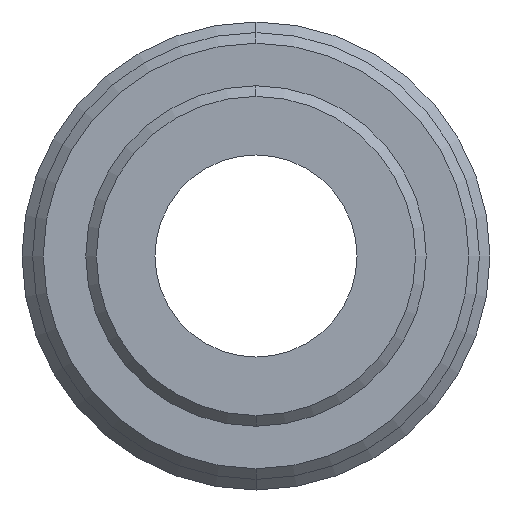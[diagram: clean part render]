
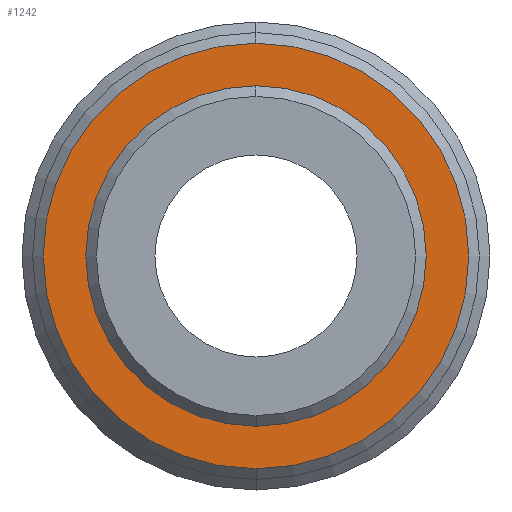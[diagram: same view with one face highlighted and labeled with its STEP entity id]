
A CAD part, left-side view. The second image highlights one B-rep face of the part: STEP entity #1242.
In plain terms, the highlighted planar face has unit normal (-1, 0, 0).
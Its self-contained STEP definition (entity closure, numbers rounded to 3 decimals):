
#5 = CARTESIAN_POINT ( 'NONE',  ( -41.05, -13.517, 0. ) ) ;
#15 = DIRECTION ( 'NONE',  ( -1., 0., 0. ) ) ;
#25 = DIRECTION ( 'NONE',  ( 0., -1., 0. ) ) ;
#31 = ORIENTED_EDGE ( 'NONE', *, *, #628, .T. ) ;
#96 = DIRECTION ( 'NONE',  ( -1., 0., 0. ) ) ;
#120 = CARTESIAN_POINT ( 'NONE',  ( -41.05, -43.737, 0. ) ) ;
#141 = CARTESIAN_POINT ( 'NONE',  ( -41.05, -13.517, 10. ) ) ;
#148 = CARTESIAN_POINT ( 'NONE',  ( -41.05, -13.517, -10. ) ) ;
#155 = DIRECTION ( 'NONE',  ( 0., -1., 0. ) ) ;
#176 = AXIS2_PLACEMENT_3D ( 'NONE', #646, #339, #155 ) ;
#187 = ORIENTED_EDGE ( 'NONE', *, *, #856, .T. ) ;
#216 = ORIENTED_EDGE ( 'NONE', *, *, #1064, .F. ) ;
#241 = EDGE_CURVE ( 'NONE', #1254, #1015, #1136, .T. ) ;
#310 = CARTESIAN_POINT ( 'NONE',  ( -41.05, -13.517, 0. ) ) ;
#339 = DIRECTION ( 'NONE',  ( -1., 0., 0. ) ) ;
#344 = AXIS2_PLACEMENT_3D ( 'NONE', #310, #15, #25 ) ;
#423 = AXIS2_PLACEMENT_3D ( 'NONE', #120, #623, #535 ) ;
#501 = EDGE_LOOP ( 'NONE', ( #756, #216 ) ) ;
#535 = DIRECTION ( 'NONE',  ( 0., -1., 0. ) ) ;
#617 = FACE_BOUND ( 'NONE', #501, .T. ) ;
#618 = CIRCLE ( 'NONE', #739, 10. ) ;
#623 = DIRECTION ( 'NONE',  ( -1., 0., 0. ) ) ;
#628 = EDGE_CURVE ( 'NONE', #1158, #1201, #618, .T. ) ;
#646 = CARTESIAN_POINT ( 'NONE',  ( -41.05, -13.517, 0. ) ) ;
#688 = DIRECTION ( 'NONE',  ( 0., -1., 0. ) ) ;
#725 = FACE_OUTER_BOUND ( 'NONE', #949, .T. ) ;
#739 = AXIS2_PLACEMENT_3D ( 'NONE', #5, #96, #688 ) ;
#748 = DIRECTION ( 'NONE',  ( 0., -1., 0. ) ) ;
#756 = ORIENTED_EDGE ( 'NONE', *, *, #241, .F. ) ;
#758 = CIRCLE ( 'NONE', #1263, 10. ) ;
#856 = EDGE_CURVE ( 'NONE', #1201, #1158, #758, .T. ) ;
#949 = EDGE_LOOP ( 'NONE', ( #31, #187 ) ) ;
#1014 = PLANE ( 'NONE',  #423 ) ;
#1015 = VERTEX_POINT ( 'NONE', #1094 ) ;
#1021 = CARTESIAN_POINT ( 'NONE',  ( -41.05, -20.517, 0. ) ) ;
#1042 = CARTESIAN_POINT ( 'NONE',  ( -41.05, -13.517, 0. ) ) ;
#1064 = EDGE_CURVE ( 'NONE', #1015, #1254, #1282, .T. ) ;
#1094 = CARTESIAN_POINT ( 'NONE',  ( -41.05, -6.517, 0. ) ) ;
#1136 = CIRCLE ( 'NONE', #176, 7. ) ;
#1158 = VERTEX_POINT ( 'NONE', #148 ) ;
#1201 = VERTEX_POINT ( 'NONE', #141 ) ;
#1242 = ADVANCED_FACE ( 'NONE', ( #725, #617 ), #1014, .T. ) ;
#1250 = DIRECTION ( 'NONE',  ( -1., 0., 0. ) ) ;
#1254 = VERTEX_POINT ( 'NONE', #1021 ) ;
#1263 = AXIS2_PLACEMENT_3D ( 'NONE', #1042, #1250, #748 ) ;
#1282 = CIRCLE ( 'NONE', #344, 7. ) ;
